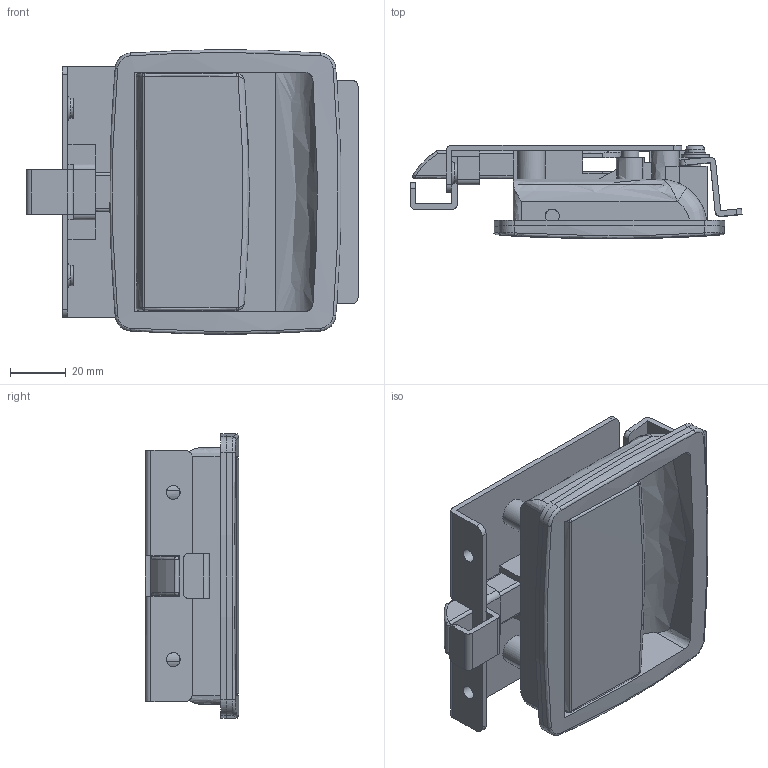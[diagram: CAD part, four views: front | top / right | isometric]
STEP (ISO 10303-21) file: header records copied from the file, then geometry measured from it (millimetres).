
FILE_DESCRIPTION((''),'2;1');
FILE_NAME('','2005-10-12T11:51:37',(''),(''),'','CADfix','');
FILE_SCHEMA(('AUTOMOTIVE_DESIGN'));
Length unit declared in the file: millimetre
Products named in the file (10): screw; handle; shaft; packing; latch; bracket_C; bracket_B; bracket_A; base; THA_429_1_29923_36
Assembly tree (10 placements, depth 2):
  THA_429_1_29923_36
    screw  x2
    handle
    shaft
    packing
    latch
    bracket_C
    bracket_B
    bracket_A
    base
Bounding box: 119.04 x 33.56 x 101.97 mm (x, y, z)
Volume: 102101.4 mm3; surface area: 82262 mm2
Topology: 10 solids, 10 shells, 546 faces, 1605 edges, 1105 vertices
Faces by surface type: bspline 546
Entity records: 19447 total; most frequent: CARTESIAN_POINT 10820, ORIENTED_EDGE 2982, EDGE_CURVE 1491, VERTEX_POINT 1027, QUASI_UNIFORM_CURVE 824, EDGE_LOOP 572, FACE_OUTER_BOUND 510, ADVANCED_FACE 510
